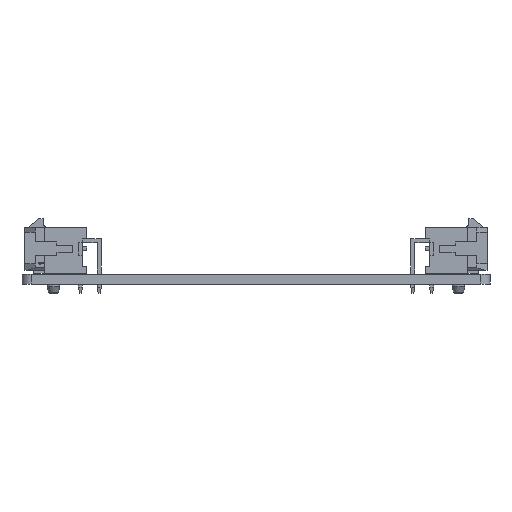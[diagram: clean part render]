
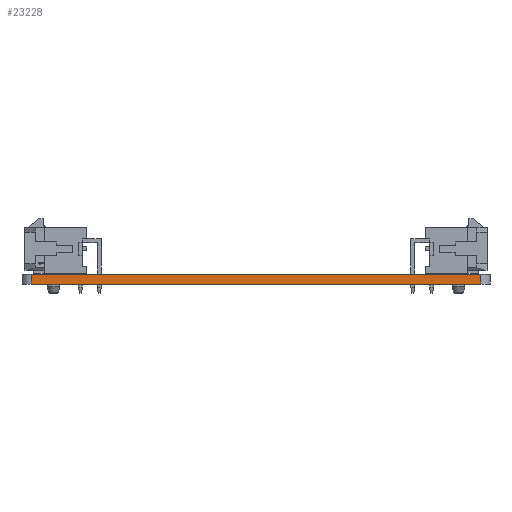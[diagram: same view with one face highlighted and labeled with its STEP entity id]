
A CAD part, front view. The second image highlights one B-rep face of the part: STEP entity #23228.
In plain terms, the highlighted planar face has unit normal (0, -1, 0).
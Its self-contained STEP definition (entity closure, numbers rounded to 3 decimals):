
#18504 = CYLINDRICAL_SURFACE('',#18505,1.5);
#18505 = AXIS2_PLACEMENT_3D('',#18506,#18507,#18508);
#18506 = CARTESIAN_POINT('',(183.,-128.5,0.));
#18507 = DIRECTION('',(-0.,-0.,-1.));
#18508 = DIRECTION('',(1.,0.,-0.));
#18532 = PLANE('',#18533);
#18533 = AXIS2_PLACEMENT_3D('',#18534,#18535,#18536);
#18534 = CARTESIAN_POINT('',(147.,-101.,1.6));
#18535 = DIRECTION('',(0.,0.,1.));
#18536 = DIRECTION('',(1.,0.,-0.));
#18586 = PLANE('',#18587);
#18587 = AXIS2_PLACEMENT_3D('',#18588,#18589,#18590);
#18588 = CARTESIAN_POINT('',(147.,-101.,0.));
#18589 = DIRECTION('',(0.,0.,1.));
#18590 = DIRECTION('',(1.,0.,-0.));
#18601 = EDGE_CURVE('',#18602,#18604,#18606,.T.);
#18602 = VERTEX_POINT('',#18603);
#18603 = CARTESIAN_POINT('',(183.,-130.,0.));
#18604 = VERTEX_POINT('',#18605);
#18605 = CARTESIAN_POINT('',(183.,-130.,1.6));
#18606 = SURFACE_CURVE('',#18607,(#18611,#18618),.PCURVE_S1.);
#18607 = LINE('',#18608,#18609);
#18608 = CARTESIAN_POINT('',(183.,-130.,0.));
#18609 = VECTOR('',#18610,1.);
#18610 = DIRECTION('',(0.,0.,1.));
#18611 = PCURVE('',#18504,#18612);
#18612 = DEFINITIONAL_REPRESENTATION('',(#18613),#18617);
#18613 = LINE('',#18614,#18615);
#18614 = CARTESIAN_POINT('',(-4.712,0.));
#18615 = VECTOR('',#18616,1.);
#18616 = DIRECTION('',(-0.,-1.));
#18617 = ( GEOMETRIC_REPRESENTATION_CONTEXT(2) 
PARAMETRIC_REPRESENTATION_CONTEXT() REPRESENTATION_CONTEXT('2D SPACE',''
  ) );
#18618 = PCURVE('',#18619,#18624);
#18619 = PLANE('',#18620);
#18620 = AXIS2_PLACEMENT_3D('',#18621,#18622,#18623);
#18621 = CARTESIAN_POINT('',(111.,-130.,0.));
#18622 = DIRECTION('',(0.,1.,0.));
#18623 = DIRECTION('',(1.,0.,0.));
#18624 = DEFINITIONAL_REPRESENTATION('',(#18625),#18629);
#18625 = LINE('',#18626,#18627);
#18626 = CARTESIAN_POINT('',(72.,0.));
#18627 = VECTOR('',#18628,1.);
#18628 = DIRECTION('',(0.,-1.));
#18629 = ( GEOMETRIC_REPRESENTATION_CONTEXT(2) 
PARAMETRIC_REPRESENTATION_CONTEXT() REPRESENTATION_CONTEXT('2D SPACE',''
  ) );
#18840 = VERTEX_POINT('',#18841);
#18841 = CARTESIAN_POINT('',(111.,-130.,0.));
#18856 = CYLINDRICAL_SURFACE('',#18857,1.5);
#18857 = AXIS2_PLACEMENT_3D('',#18858,#18859,#18860);
#18858 = CARTESIAN_POINT('',(111.,-128.5,0.));
#18859 = DIRECTION('',(-0.,-0.,-1.));
#18860 = DIRECTION('',(1.,0.,-0.));
#18868 = EDGE_CURVE('',#18840,#18602,#18869,.T.);
#18869 = SURFACE_CURVE('',#18870,(#18874,#18881),.PCURVE_S1.);
#18870 = LINE('',#18871,#18872);
#18871 = CARTESIAN_POINT('',(111.,-130.,0.));
#18872 = VECTOR('',#18873,1.);
#18873 = DIRECTION('',(1.,0.,0.));
#18874 = PCURVE('',#18586,#18875);
#18875 = DEFINITIONAL_REPRESENTATION('',(#18876),#18880);
#18876 = LINE('',#18877,#18878);
#18877 = CARTESIAN_POINT('',(-36.,-29.));
#18878 = VECTOR('',#18879,1.);
#18879 = DIRECTION('',(1.,0.));
#18880 = ( GEOMETRIC_REPRESENTATION_CONTEXT(2) 
PARAMETRIC_REPRESENTATION_CONTEXT() REPRESENTATION_CONTEXT('2D SPACE',''
  ) );
#18881 = PCURVE('',#18619,#18882);
#18882 = DEFINITIONAL_REPRESENTATION('',(#18883),#18887);
#18883 = LINE('',#18884,#18885);
#18884 = CARTESIAN_POINT('',(0.,0.));
#18885 = VECTOR('',#18886,1.);
#18886 = DIRECTION('',(1.,0.));
#18887 = ( GEOMETRIC_REPRESENTATION_CONTEXT(2) 
PARAMETRIC_REPRESENTATION_CONTEXT() REPRESENTATION_CONTEXT('2D SPACE',''
  ) );
#21260 = VERTEX_POINT('',#21261);
#21261 = CARTESIAN_POINT('',(111.,-130.,1.6));
#21283 = EDGE_CURVE('',#21260,#18604,#21284,.T.);
#21284 = SURFACE_CURVE('',#21285,(#21289,#21296),.PCURVE_S1.);
#21285 = LINE('',#21286,#21287);
#21286 = CARTESIAN_POINT('',(111.,-130.,1.6));
#21287 = VECTOR('',#21288,1.);
#21288 = DIRECTION('',(1.,0.,0.));
#21289 = PCURVE('',#18532,#21290);
#21290 = DEFINITIONAL_REPRESENTATION('',(#21291),#21295);
#21291 = LINE('',#21292,#21293);
#21292 = CARTESIAN_POINT('',(-36.,-29.));
#21293 = VECTOR('',#21294,1.);
#21294 = DIRECTION('',(1.,0.));
#21295 = ( GEOMETRIC_REPRESENTATION_CONTEXT(2) 
PARAMETRIC_REPRESENTATION_CONTEXT() REPRESENTATION_CONTEXT('2D SPACE',''
  ) );
#21296 = PCURVE('',#18619,#21297);
#21297 = DEFINITIONAL_REPRESENTATION('',(#21298),#21302);
#21298 = LINE('',#21299,#21300);
#21299 = CARTESIAN_POINT('',(0.,-1.6));
#21300 = VECTOR('',#21301,1.);
#21301 = DIRECTION('',(1.,0.));
#21302 = ( GEOMETRIC_REPRESENTATION_CONTEXT(2) 
PARAMETRIC_REPRESENTATION_CONTEXT() REPRESENTATION_CONTEXT('2D SPACE',''
  ) );
#23228 = ADVANCED_FACE('',(#23229),#18619,.F.);
#23229 = FACE_BOUND('',#23230,.F.);
#23230 = EDGE_LOOP('',(#23231,#23252,#23253,#23254));
#23231 = ORIENTED_EDGE('',*,*,#23232,.T.);
#23232 = EDGE_CURVE('',#18840,#21260,#23233,.T.);
#23233 = SURFACE_CURVE('',#23234,(#23238,#23245),.PCURVE_S1.);
#23234 = LINE('',#23235,#23236);
#23235 = CARTESIAN_POINT('',(111.,-130.,0.));
#23236 = VECTOR('',#23237,1.);
#23237 = DIRECTION('',(0.,0.,1.));
#23238 = PCURVE('',#18619,#23239);
#23239 = DEFINITIONAL_REPRESENTATION('',(#23240),#23244);
#23240 = LINE('',#23241,#23242);
#23241 = CARTESIAN_POINT('',(0.,0.));
#23242 = VECTOR('',#23243,1.);
#23243 = DIRECTION('',(0.,-1.));
#23244 = ( GEOMETRIC_REPRESENTATION_CONTEXT(2) 
PARAMETRIC_REPRESENTATION_CONTEXT() REPRESENTATION_CONTEXT('2D SPACE',''
  ) );
#23245 = PCURVE('',#18856,#23246);
#23246 = DEFINITIONAL_REPRESENTATION('',(#23247),#23251);
#23247 = LINE('',#23248,#23249);
#23248 = CARTESIAN_POINT('',(-4.712,0.));
#23249 = VECTOR('',#23250,1.);
#23250 = DIRECTION('',(-0.,-1.));
#23251 = ( GEOMETRIC_REPRESENTATION_CONTEXT(2) 
PARAMETRIC_REPRESENTATION_CONTEXT() REPRESENTATION_CONTEXT('2D SPACE',''
  ) );
#23252 = ORIENTED_EDGE('',*,*,#21283,.T.);
#23253 = ORIENTED_EDGE('',*,*,#18601,.F.);
#23254 = ORIENTED_EDGE('',*,*,#18868,.F.);
